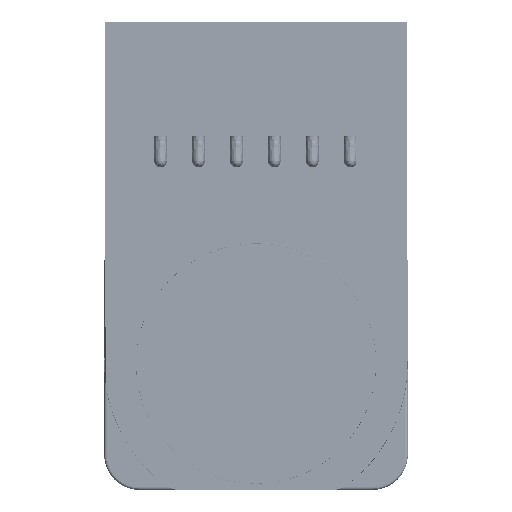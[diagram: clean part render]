
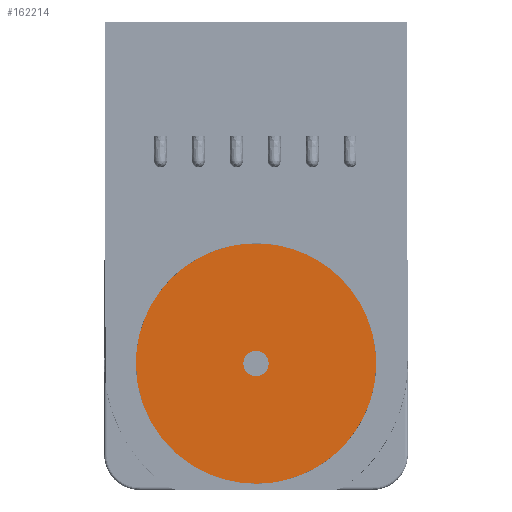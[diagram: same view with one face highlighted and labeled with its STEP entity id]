
A CAD part, left-side view. The second image highlights one B-rep face of the part: STEP entity #162214.
In plain terms, the highlighted free-form (B-spline) face has degree [1, 1] with [2, 2] control points.
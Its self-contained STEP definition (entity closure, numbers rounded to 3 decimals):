
#162117 = VERTEX_POINT('',#162118);
#162118 = CARTESIAN_POINT('',(-17.486,-0.426,
    0.));
#162123 = EDGE_CURVE('',#162117,#162117,#162124,.T.);
#162124 = ( BOUNDED_CURVE() B_SPLINE_CURVE(2,(#162125,#162126,#162127,
    #162128,#162129,#162130,#162131),.UNSPECIFIED.,.T.,.F.) 
B_SPLINE_CURVE_WITH_KNOTS((3,2,2,3),(3.142,5.236,
7.33,9.425),.PIECEWISE_BEZIER_KNOTS.) CURVE() 
GEOMETRIC_REPRESENTATION_ITEM() RATIONAL_B_SPLINE_CURVE((1.,0.5,1.,0.5,
1.,0.5,1.)) REPRESENTATION_ITEM('') );
#162125 = CARTESIAN_POINT('',(-17.486,-0.426,
    0.));
#162126 = CARTESIAN_POINT('',(-17.486,-0.426,
    -0.739));
#162127 = CARTESIAN_POINT('',(-17.486,0.213,
    -0.369));
#162128 = CARTESIAN_POINT('',(-17.486,0.853,
    0.));
#162129 = CARTESIAN_POINT('',(-17.486,0.213,
    0.369));
#162130 = CARTESIAN_POINT('',(-17.486,-0.426,
    0.739));
#162131 = CARTESIAN_POINT('',(-17.486,-0.426,
    0.));
#162179 = VERTEX_POINT('',#162180);
#162180 = CARTESIAN_POINT('',(-17.486,4.052,
    0.));
#162185 = EDGE_CURVE('',#162179,#162179,#162186,.T.);
#162186 = ( BOUNDED_CURVE() B_SPLINE_CURVE(2,(#162187,#162188,#162189,
    #162190,#162191,#162192,#162193),.UNSPECIFIED.,.T.,.F.) 
B_SPLINE_CURVE_WITH_KNOTS((3,2,2,3),(3.142,5.236,
7.33,9.425),.PIECEWISE_BEZIER_KNOTS.) CURVE() 
GEOMETRIC_REPRESENTATION_ITEM() RATIONAL_B_SPLINE_CURVE((1.,0.5,1.,0.5,
1.,0.5,1.)) REPRESENTATION_ITEM('') );
#162187 = CARTESIAN_POINT('',(-17.486,4.052,
    0.));
#162188 = CARTESIAN_POINT('',(-17.486,4.052,
    -7.017));
#162189 = CARTESIAN_POINT('',(-17.486,-2.026,
    -3.509));
#162190 = CARTESIAN_POINT('',(-17.486,-8.103,
    0.));
#162191 = CARTESIAN_POINT('',(-17.486,-2.026,
    3.509));
#162192 = CARTESIAN_POINT('',(-17.486,4.052,
    7.017));
#162193 = CARTESIAN_POINT('',(-17.486,4.052,
    0.));
#162214 = ADVANCED_FACE('',(#162215,#162218),#162221,.T.);
#162215 = FACE_BOUND('',#162216,.T.);
#162216 = EDGE_LOOP('',(#162217));
#162217 = ORIENTED_EDGE('',*,*,#162185,.T.);
#162218 = FACE_BOUND('',#162219,.T.);
#162219 = EDGE_LOOP('',(#162220));
#162220 = ORIENTED_EDGE('',*,*,#162123,.T.);
#162221 = B_SPLINE_SURFACE_WITH_KNOTS('',1,1,(
    (#162222,#162223)
    ,(#162224,#162225
    )),.UNSPECIFIED.,.F.,.F.,.F.,(2,2),(2,2),(-4.75,4.75),(-4.75,4.75),
  .PIECEWISE_BEZIER_KNOTS.);
#162222 = CARTESIAN_POINT('',(-17.486,4.052,
    -4.052));
#162223 = CARTESIAN_POINT('',(-17.486,4.052,
    4.052));
#162224 = CARTESIAN_POINT('',(-17.486,-4.052,
    -4.052));
#162225 = CARTESIAN_POINT('',(-17.486,-4.052,
    4.052));
